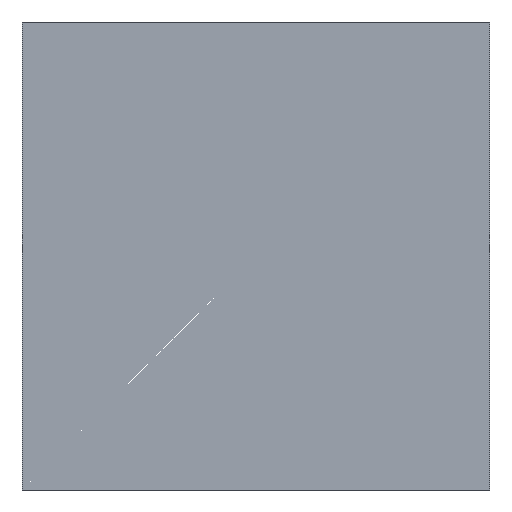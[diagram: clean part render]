
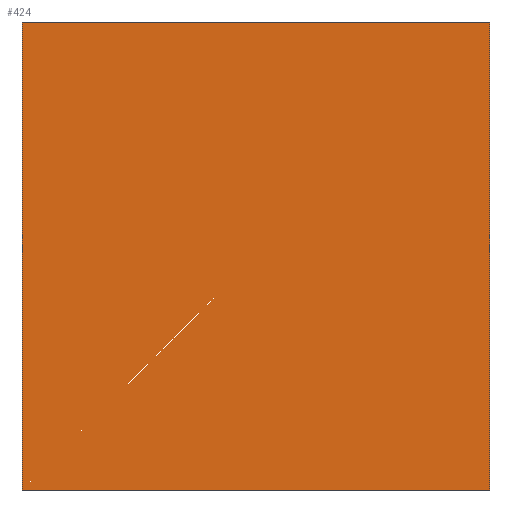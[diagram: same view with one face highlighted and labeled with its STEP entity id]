
A CAD part, front view. The second image highlights one B-rep face of the part: STEP entity #424.
In plain terms, the highlighted planar face has unit normal (0, -1, 0).
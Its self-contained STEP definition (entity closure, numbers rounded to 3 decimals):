
#3 = FACE_OUTER_BOUND ( 'NONE', #300, .T. ) ;
#19 = CARTESIAN_POINT ( 'NONE',  ( -2.5, 0., 2.5 ) ) ;
#24 = CARTESIAN_POINT ( 'NONE',  ( -2.5, 0., 2.5 ) ) ;
#36 = LINE ( 'NONE', #293, #270 ) ;
#40 = CARTESIAN_POINT ( 'NONE',  ( 2.5, 0., 2.5 ) ) ;
#47 = PLANE ( 'NONE',  #291 ) ;
#67 = LINE ( 'NONE', #19, #68 ) ;
#68 = VECTOR ( 'NONE', #103, 1000. ) ;
#86 = CARTESIAN_POINT ( 'NONE',  ( 2.5, 0., -2.5 ) ) ;
#97 = ORIENTED_EDGE ( 'NONE', *, *, #133, .F. ) ;
#100 = DIRECTION ( 'NONE',  ( 0., 1., 0. ) ) ;
#103 = DIRECTION ( 'NONE',  ( 1., 0., 0. ) ) ;
#121 = DIRECTION ( 'NONE',  ( 0., 0., 1. ) ) ;
#132 = VERTEX_POINT ( 'NONE', #221 ) ;
#133 = EDGE_CURVE ( 'NONE', #132, #359, #404, .T. ) ;
#174 = EDGE_CURVE ( 'NONE', #243, #132, #411, .T. ) ;
#208 = VECTOR ( 'NONE', #351, 1000. ) ;
#221 = CARTESIAN_POINT ( 'NONE',  ( 2.5, 0., -2.5 ) ) ;
#243 = VERTEX_POINT ( 'NONE', #40 ) ;
#245 = ORIENTED_EDGE ( 'NONE', *, *, #174, .F. ) ;
#257 = DIRECTION ( 'NONE',  ( 0., 0., -1. ) ) ;
#261 = ORIENTED_EDGE ( 'NONE', *, *, #402, .F. ) ;
#270 = VECTOR ( 'NONE', #121, 1000. ) ;
#291 = AXIS2_PLACEMENT_3D ( 'NONE', #318, #100, #342 ) ;
#293 = CARTESIAN_POINT ( 'NONE',  ( -2.5, 0., -2.5 ) ) ;
#300 = EDGE_LOOP ( 'NONE', ( #261, #97, #245, #330 ) ) ;
#307 = EDGE_CURVE ( 'NONE', #338, #243, #67, .T. ) ;
#318 = CARTESIAN_POINT ( 'NONE',  ( 0., 0., 0. ) ) ;
#324 = CARTESIAN_POINT ( 'NONE',  ( -2.5, 0., -2.5 ) ) ;
#330 = ORIENTED_EDGE ( 'NONE', *, *, #307, .F. ) ;
#338 = VERTEX_POINT ( 'NONE', #24 ) ;
#342 = DIRECTION ( 'NONE',  ( 0., 0., 1. ) ) ;
#351 = DIRECTION ( 'NONE',  ( -1., 0., 0. ) ) ;
#359 = VERTEX_POINT ( 'NONE', #379 ) ;
#379 = CARTESIAN_POINT ( 'NONE',  ( -2.5, 0., -2.5 ) ) ;
#402 = EDGE_CURVE ( 'NONE', #359, #338, #36, .T. ) ;
#404 = LINE ( 'NONE', #324, #208 ) ;
#409 = VECTOR ( 'NONE', #257, 1000. ) ;
#411 = LINE ( 'NONE', #86, #409 ) ;
#424 = ADVANCED_FACE ( 'NONE', ( #3 ), #47, .F. ) ;
